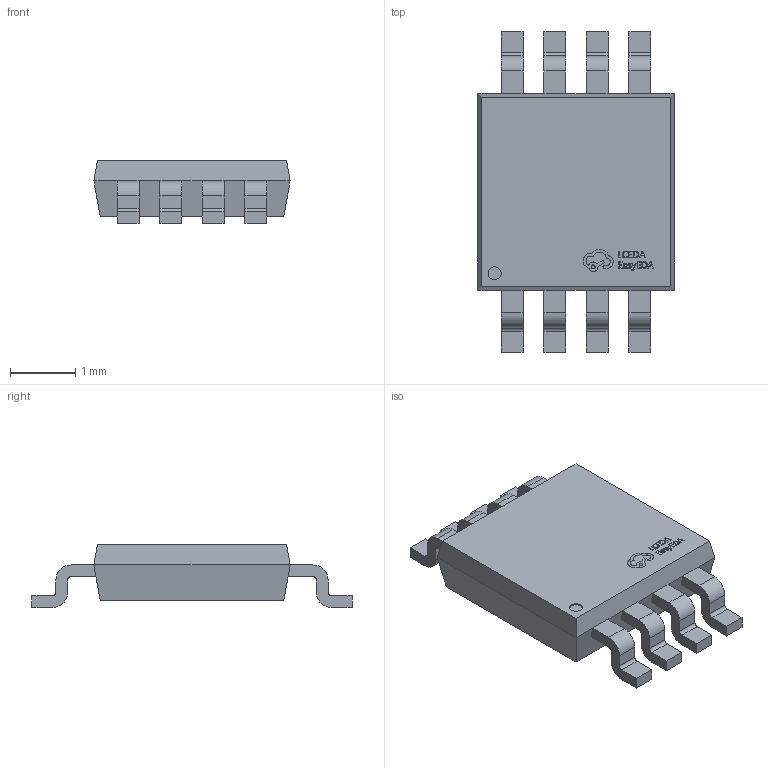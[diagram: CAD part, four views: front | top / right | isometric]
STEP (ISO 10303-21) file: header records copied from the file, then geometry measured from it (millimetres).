
FILE_DESCRIPTION (( 'STEP AP214' ), '1' );
FILE_NAME ('MINISO-8_L3.0-W3.0-H0.9-P0.65-LS4.9-BL.step', '2022-07-08T03:52:32', ( '' ), ( '' ), 'SwSTEP 2.0', 'SolidWorks 2020', '' );
FILE_SCHEMA (( 'AUTOMOTIVE_DESIGN' ));
Length unit declared in the file: millimetre
Products named in the file (1): MINISO-8_L3.0-W3.0-H0.9-P0.65-LS4.9-BL
Bounding box: 3 x 4.9 x 0.96 mm (x, y, z)
Volume: 8 mm3; surface area: 37.3 mm2
Topology: 1 solids, 1 shells, 400 faces, 1093 edges, 722 vertices
Faces by surface type: plane 254, bspline 112, cylinder 34
Entity records: 17544 total; most frequent: CARTESIAN_POINT 4320, ORIENTED_EDGE 2186, DIRECTION 1511, EDGE_CURVE 1093, VECTOR 797, LINE 797, VERTEX_POINT 722, EDGE_LOOP 427
